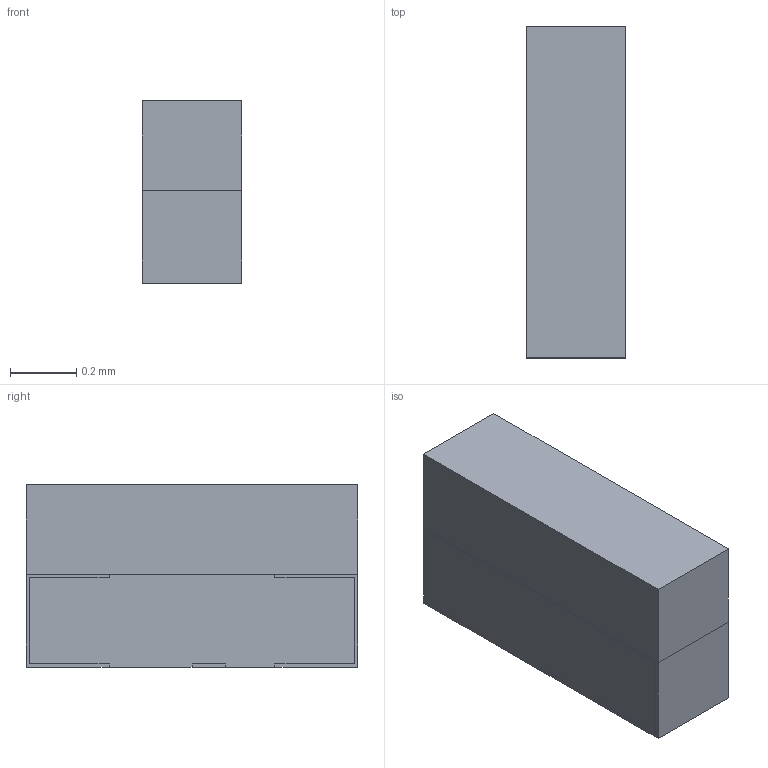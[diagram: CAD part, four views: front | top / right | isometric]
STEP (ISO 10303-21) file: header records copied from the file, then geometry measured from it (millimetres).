
FILE_DESCRIPTION(/* description */ ('Unknown'),/* implementation_level */ '2;1');
FILE_NAME(/* name */ '154040xxBA470',/* time_stamp */ '2018-07-12T15:32:34+02:00',/* author */ ('Unknown'),/* organization */ ('Unknown'),/* preprocessor_version */ 'ST-DEVELOPER v16.7',/* originating_system */ 'DEX',/* authorisation */ $);
FILE_SCHEMA (('AUTOMOTIVE_DESIGN {1 0 10303 214 3 1 1}'));
Length unit declared in the file: millimetre
Products named in the file (4): 154040xxBA470; PCB; Pins; Resin
Assembly tree (3 placements, depth 2):
  154040xxBA470
    PCB
    Pins
    Resin
Bounding box: 0.3 x 1 x 0.55 mm (x, y, z)
Volume: 0.2 mm3; surface area: 3.7 mm2
Topology: 5 solids, 5 shells, 73 faces, 186 edges, 122 vertices
Faces by surface type: plane 69, bspline 2, cylinder 2
Entity records: 2608 total; most frequent: CARTESIAN_POINT 481, ORIENTED_EDGE 372, DIRECTION 334, EDGE_CURVE 186, LINE 176, VECTOR 176, VERTEX_POINT 122, AXIS2_PLACEMENT_3D 79
